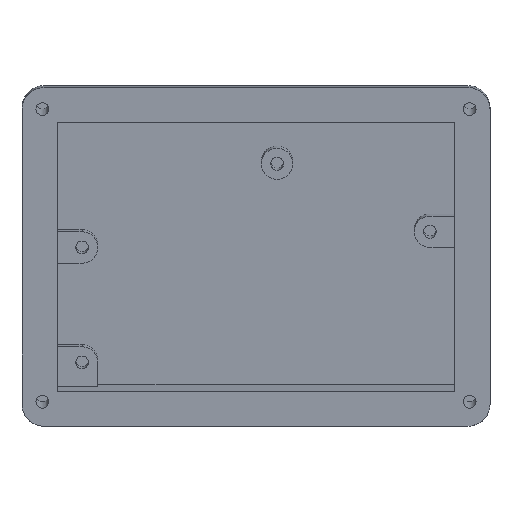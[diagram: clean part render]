
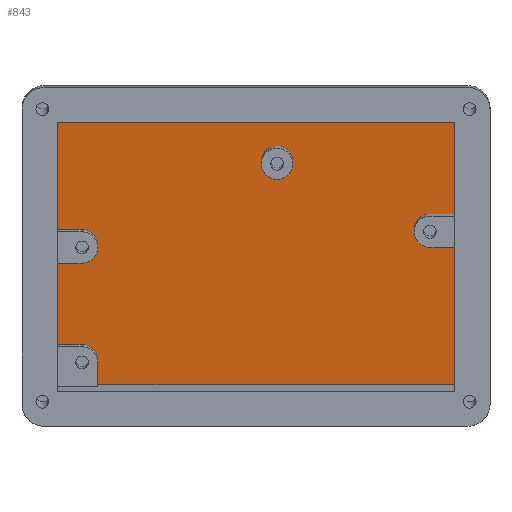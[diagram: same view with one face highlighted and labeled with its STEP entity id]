
A CAD part, top view. The second image highlights one B-rep face of the part: STEP entity #843.
In plain terms, the highlighted planar face has unit normal (0, -0.131, 0.991).
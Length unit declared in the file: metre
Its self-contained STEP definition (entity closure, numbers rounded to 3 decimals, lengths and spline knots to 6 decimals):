
#40=CIRCLE('',#922,0.003572);
#41=CIRCLE('',#923,0.003572);
#42=CIRCLE('',#924,0.003572);
#43=CIRCLE('',#925,0.003572);
#136=ORIENTED_EDGE('',*,*,#348,.F.);
#137=ORIENTED_EDGE('',*,*,#349,.F.);
#138=ORIENTED_EDGE('',*,*,#350,.T.);
#139=ORIENTED_EDGE('',*,*,#347,.F.);
#140=ORIENTED_EDGE('',*,*,#316,.T.);
#141=ORIENTED_EDGE('',*,*,#351,.F.);
#142=ORIENTED_EDGE('',*,*,#352,.F.);
#143=ORIENTED_EDGE('',*,*,#353,.T.);
#144=ORIENTED_EDGE('',*,*,#319,.T.);
#145=ORIENTED_EDGE('',*,*,#298,.T.);
#146=ORIENTED_EDGE('',*,*,#307,.F.);
#147=ORIENTED_EDGE('',*,*,#354,.F.);
#148=ORIENTED_EDGE('',*,*,#355,.F.);
#149=ORIENTED_EDGE('',*,*,#356,.T.);
#150=ORIENTED_EDGE('',*,*,#312,.F.);
#151=ORIENTED_EDGE('',*,*,#357,.F.);
#298=EDGE_CURVE('',#413,#412,#494,.T.);
#307=EDGE_CURVE('',#421,#412,#503,.T.);
#312=EDGE_CURVE('',#425,#419,#508,.T.);
#316=EDGE_CURVE('',#430,#429,#512,.T.);
#319=EDGE_CURVE('',#427,#413,#515,.T.);
#347=EDGE_CURVE('',#430,#449,#531,.T.);
#348=EDGE_CURVE('',#450,#450,#40,.T.);
#349=EDGE_CURVE('',#451,#452,#41,.T.);
#350=EDGE_CURVE('',#451,#449,#532,.T.);
#351=EDGE_CURVE('',#453,#429,#533,.T.);
#352=EDGE_CURVE('',#454,#453,#42,.T.);
#353=EDGE_CURVE('',#454,#427,#534,.T.);
#354=EDGE_CURVE('',#455,#421,#535,.T.);
#355=EDGE_CURVE('',#456,#455,#43,.T.);
#356=EDGE_CURVE('',#456,#419,#536,.T.);
#357=EDGE_CURVE('',#452,#425,#537,.T.);
#412=VERTEX_POINT('',#1261);
#413=VERTEX_POINT('',#1263);
#419=VERTEX_POINT('',#1276);
#421=VERTEX_POINT('',#1280);
#425=VERTEX_POINT('',#1289);
#427=VERTEX_POINT('',#1294);
#429=VERTEX_POINT('',#1298);
#430=VERTEX_POINT('',#1300);
#449=VERTEX_POINT('',#1354);
#450=VERTEX_POINT('',#1359);
#451=VERTEX_POINT('',#1361);
#452=VERTEX_POINT('',#1362);
#453=VERTEX_POINT('',#1365);
#454=VERTEX_POINT('',#1367);
#455=VERTEX_POINT('',#1370);
#456=VERTEX_POINT('',#1372);
#494=LINE('',#1262,#576);
#503=LINE('',#1281,#585);
#508=LINE('',#1290,#590);
#512=LINE('',#1299,#594);
#515=LINE('',#1304,#597);
#531=LINE('',#1356,#613);
#532=LINE('',#1363,#614);
#533=LINE('',#1364,#615);
#534=LINE('',#1368,#616);
#535=LINE('',#1369,#617);
#536=LINE('',#1373,#618);
#537=LINE('',#1374,#619);
#576=VECTOR('',#1000,1.);
#585=VECTOR('',#1011,1.);
#590=VECTOR('',#1016,1.);
#594=VECTOR('',#1022,1.);
#597=VECTOR('',#1025,1.);
#613=VECTOR('',#1077,1.);
#614=VECTOR('',#1084,1.);
#615=VECTOR('',#1085,1.);
#616=VECTOR('',#1088,1.);
#617=VECTOR('',#1089,1.);
#618=VECTOR('',#1092,1.);
#619=VECTOR('',#1093,1.);
#665=EDGE_LOOP('',(#136));
#666=EDGE_LOOP('',(#137,#138,#139,#140,#141,#142,#143,#144,#145,#146,#147,
#148,#149,#150,#151));
#739=FACE_BOUND('',#665,.T.);
#740=FACE_BOUND('',#666,.T.);
#806=PLANE('',#921);
#843=ADVANCED_FACE('',(#739,#740),#806,.T.);
#921=AXIS2_PLACEMENT_3D('',#1357,#1078,#1079);
#922=AXIS2_PLACEMENT_3D('',#1358,#1080,#1081);
#923=AXIS2_PLACEMENT_3D('',#1360,#1082,#1083);
#924=AXIS2_PLACEMENT_3D('',#1366,#1086,#1087);
#925=AXIS2_PLACEMENT_3D('',#1371,#1090,#1091);
#1000=DIRECTION('',(-1.,0.,0.));
#1011=DIRECTION('',(0.,0.991,0.131));
#1016=DIRECTION('',(0.,0.991,0.131));
#1022=DIRECTION('',(0.,0.991,0.131));
#1025=DIRECTION('',(0.,0.991,0.131));
#1077=DIRECTION('',(-1.,0.,0.));
#1078=DIRECTION('',(0.,-0.131,0.991));
#1079=DIRECTION('',(1.,0.,0.));
#1080=DIRECTION('',(0.,-0.131,0.991));
#1081=DIRECTION('',(0.,-0.991,-0.131));
#1082=DIRECTION('',(0.,-0.131,0.991));
#1083=DIRECTION('',(0.,-0.991,-0.131));
#1084=DIRECTION('',(0.,-0.991,-0.131));
#1085=DIRECTION('',(1.,0.,0.));
#1086=DIRECTION('',(0.,-0.131,0.991));
#1087=DIRECTION('',(0.,-0.991,-0.131));
#1088=DIRECTION('',(1.,0.,0.));
#1089=DIRECTION('',(-1.,0.,0.));
#1090=DIRECTION('',(0.,-0.131,0.991));
#1091=DIRECTION('',(0.,-0.991,-0.131));
#1092=DIRECTION('',(-1.,0.,0.));
#1093=DIRECTION('',(-1.,0.,0.));
#1261=CARTESIAN_POINT('',(-0.044864,0.03142,0.01162));
#1262=CARTESIAN_POINT('',(0.,0.03142,0.01162));
#1263=CARTESIAN_POINT('',(0.044864,0.03142,0.01162));
#1276=CARTESIAN_POINT('',(-0.044864,-0.001255,0.007318));
#1280=CARTESIAN_POINT('',(-0.044864,0.005828,0.008251));
#1281=CARTESIAN_POINT('',(-0.044864,0.001106,0.007629));
#1289=CARTESIAN_POINT('',(-0.044864,-0.020142,0.004832));
#1290=CARTESIAN_POINT('',(-0.044864,0.001106,0.007629));
#1294=CARTESIAN_POINT('',(0.044864,0.009369,0.008717));
#1298=CARTESIAN_POINT('',(0.044864,0.002286,0.007785));
#1299=CARTESIAN_POINT('',(0.044864,0.001106,0.007629));
#1300=CARTESIAN_POINT('',(0.044864,-0.029208,0.003638));
#1304=CARTESIAN_POINT('',(0.044864,0.001106,0.007629));
#1354=CARTESIAN_POINT('',(-0.03572,-0.029208,0.003638));
#1356=CARTESIAN_POINT('',(0.,-0.029208,0.003638));
#1357=CARTESIAN_POINT('',(0.,0.001106,0.007629));
#1358=CARTESIAN_POINT('',(0.004763,0.021173,0.010271));
#1359=CARTESIAN_POINT('',(0.004763,0.017632,0.009805));
#1360=CARTESIAN_POINT('',(-0.039292,-0.023684,0.004366));
#1361=CARTESIAN_POINT('',(-0.03572,-0.023684,0.004366));
#1362=CARTESIAN_POINT('',(-0.039292,-0.020142,0.004832));
#1363=CARTESIAN_POINT('',(-0.03572,-0.026446,0.004002));
#1364=CARTESIAN_POINT('',(0.042078,0.002286,0.007785));
#1365=CARTESIAN_POINT('',(0.039292,0.002286,0.007785));
#1366=CARTESIAN_POINT('',(0.039292,0.005828,0.008251));
#1367=CARTESIAN_POINT('',(0.039292,0.009369,0.008717));
#1368=CARTESIAN_POINT('',(0.042078,0.009369,0.008717));
#1369=CARTESIAN_POINT('',(-0.042078,0.005828,0.008251));
#1370=CARTESIAN_POINT('',(-0.039292,0.005828,0.008251));
#1371=CARTESIAN_POINT('',(-0.039292,0.002286,0.007785));
#1372=CARTESIAN_POINT('',(-0.039292,-0.001255,0.007318));
#1373=CARTESIAN_POINT('',(-0.042078,-0.001255,0.007318));
#1374=CARTESIAN_POINT('',(-0.042078,-0.020142,0.004832));
